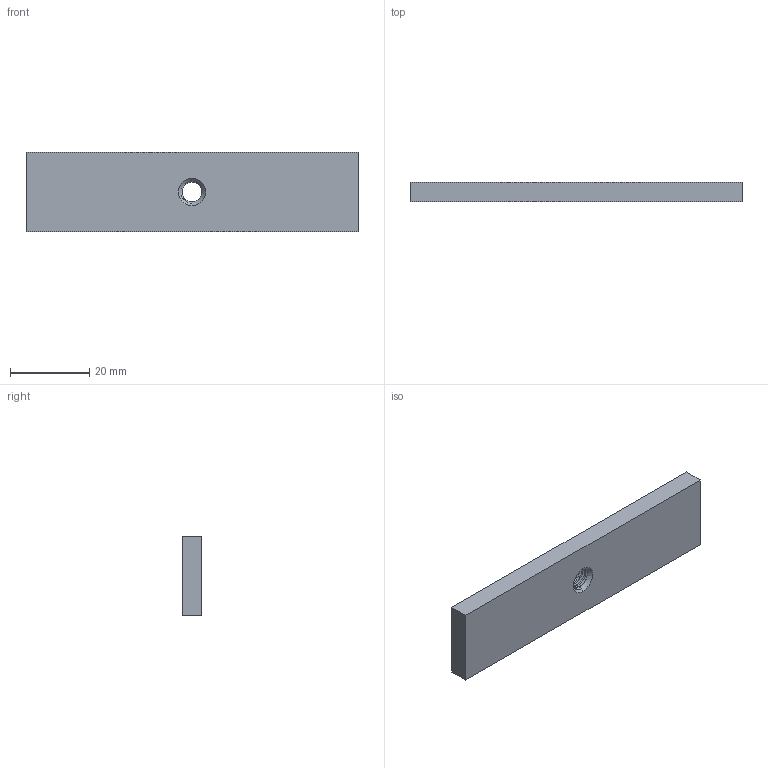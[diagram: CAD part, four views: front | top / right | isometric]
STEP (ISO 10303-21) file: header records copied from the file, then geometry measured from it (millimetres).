
FILE_DESCRIPTION (( 'STEP AP203' ), '1' );
FILE_NAME ('409.25.01.STEP', '2017-12-26T06:22:02', ( '' ), ( '' ), 'SwSTEP 2.0', 'SolidWorks 2012', '' );
FILE_SCHEMA (( 'CONFIG_CONTROL_DESIGN' ));
Length unit declared in the file: millimetre
Products named in the file (1): 409.25.01
Bounding box: 84 x 5 x 20 mm (x, y, z)
Volume: 8275.9 mm3; surface area: 4459.7 mm2
Topology: 1 solids, 1 shells, 22 faces, 54 edges, 34 vertices
Faces by surface type: cylinder 8, cone 6, plane 6, bspline 2
Entity records: 3442 total; most frequent: CARTESIAN_POINT 2899, ORIENTED_EDGE 108, DIRECTION 83, EDGE_CURVE 54, VERTEX_POINT 34, AXIS2_PLACEMENT_3D 29, VECTOR 25, LINE 25
